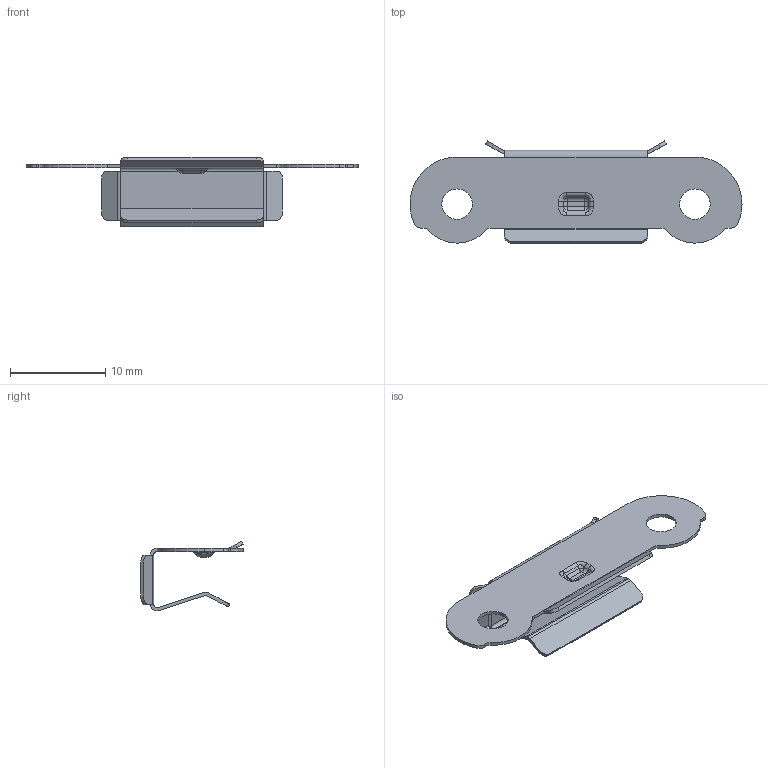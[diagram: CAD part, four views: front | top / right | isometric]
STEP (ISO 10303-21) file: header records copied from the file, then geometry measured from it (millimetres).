
FILE_DESCRIPTION(('STEP AP214'),'1');
FILE_NAME('1256-B2P-A.step','2014-03-27T10:09:09',(' '),(' '),'Spatial InterOp 3D',' ',' ');
FILE_SCHEMA(('automotive_design'));
Length unit declared in the file: metre
Products named in the file (1): 1
Bounding box: 34.9 x 10.75 x 7.33 mm (x, y, z)
Volume: 182 mm3; surface area: 1089.3 mm2
Topology: 1 solids, 1 shells, 124 faces, 296 edges, 176 vertices
Faces by surface type: cylinder 64, plane 44, bspline 8, sphere 8
Entity records: 4809 total; most frequent: CARTESIAN_POINT 865, DIRECTION 650, ORIENTED_EDGE 592, EDGE_CURVE 296, AXIS2_PLACEMENT_3D 245, VERTEX_POINT 176, LINE 160, VECTOR 160
